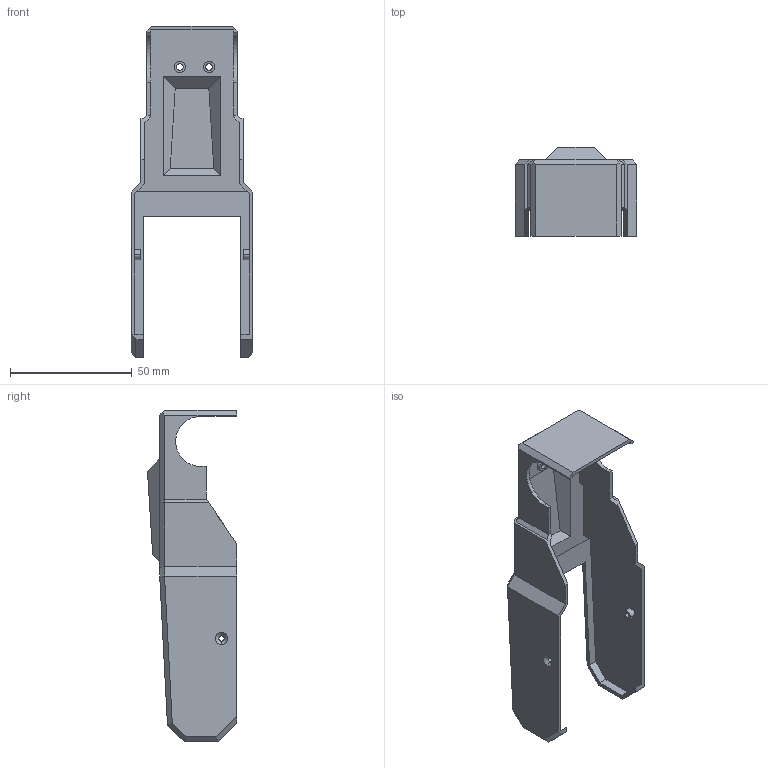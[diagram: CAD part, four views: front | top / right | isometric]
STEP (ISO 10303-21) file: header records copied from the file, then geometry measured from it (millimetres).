
FILE_DESCRIPTION((''),'2;1');
FILE_NAME('ROBOTIS-OP3_CVR_THIGH_PRT','2017-02-10T',('kimdolyang'),(''),'PRO/ENGINEER BY PARAMETRIC TECHNOLOGY CORPORATION, 2013410','PRO/ENGINEER BY PARAMETRIC TECHNOLOGY CORPORATION, 2013410','');
FILE_SCHEMA(('AUTOMOTIVE_DESIGN { 1 0 10303 214 1 1 1 1 }'));
Length unit declared in the file: millimetre
Products named in the file (1): ROBOTIS-OP3_CVR_THIGH_PRT
Bounding box: 50 x 36.5 x 136 mm (x, y, z)
Volume: 16647.5 mm3; surface area: 23817.7 mm2
Topology: 1 solids, 1 shells, 114 faces, 305 edges, 199 vertices
Faces by surface type: plane 88, cylinder 18, cone 8
Entity records: 3609 total; most frequent: CARTESIAN_POINT 620, ORIENTED_EDGE 610, DIRECTION 581, EDGE_CURVE 305, VECTOR 257, LINE 257, VERTEX_POINT 199, AXIS2_PLACEMENT_3D 162
